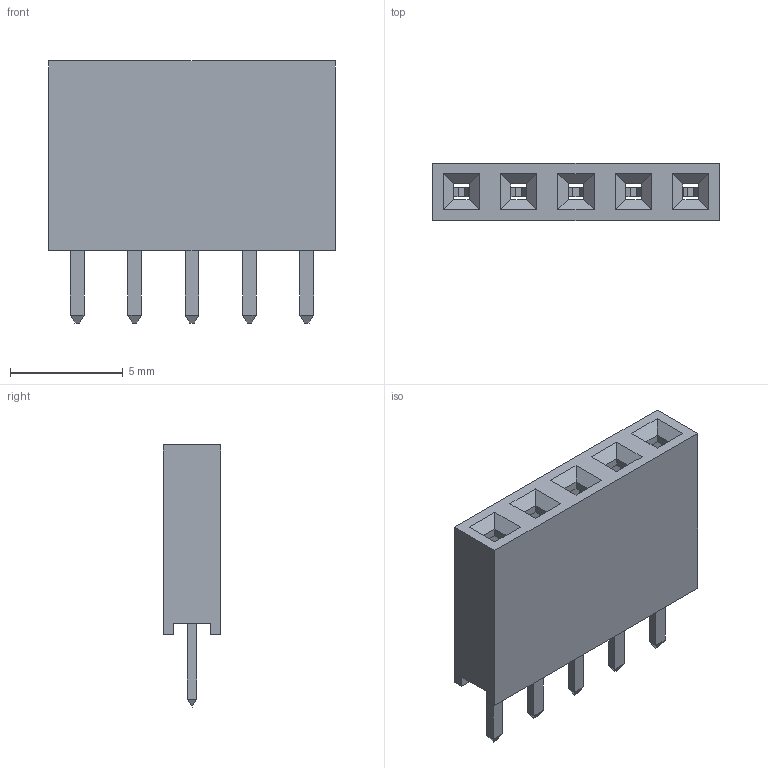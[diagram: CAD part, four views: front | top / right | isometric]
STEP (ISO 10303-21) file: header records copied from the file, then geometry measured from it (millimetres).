
FILE_DESCRIPTION (( 'STEP AP214' ), '1' );
FILE_NAME ('User Library-PBS-05.STEP', '2017-05-23T21:44:25', ( 'Windows User' ), ( '' ), 'SwSTEP 2.0', 'SolidWorks 2017', '' );
FILE_SCHEMA (( 'AUTOMOTIVE_DESIGN' ));
Length unit declared in the file: millimetre
Products named in the file (1): User Library-PBS-05
Bounding box: 12.7 x 2.54 x 11.6 mm (x, y, z)
Volume: 161.6 mm3; surface area: 737 mm2
Topology: 1 solids, 1 shells, 155 faces, 449 edges, 286 vertices
Faces by surface type: plane 145, cylinder 10
Entity records: 5741 total; most frequent: ORIENTED_EDGE 898, CARTESIAN_POINT 891, DIRECTION 781, EDGE_CURVE 449, VECTOR 429, LINE 429, VERTEX_POINT 286, AXIS2_PLACEMENT_3D 176
